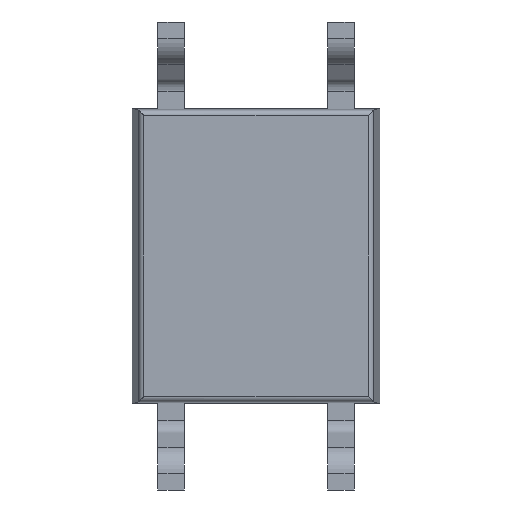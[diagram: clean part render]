
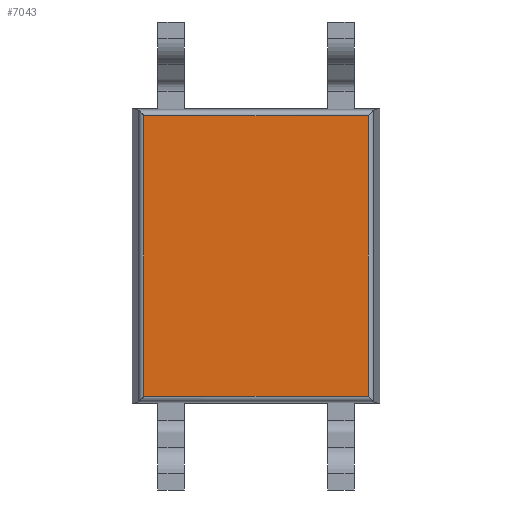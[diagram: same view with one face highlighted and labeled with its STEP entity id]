
A CAD part, front view. The second image highlights one B-rep face of the part: STEP entity #7043.
In plain terms, the highlighted planar face has unit normal (0, -1, 0).
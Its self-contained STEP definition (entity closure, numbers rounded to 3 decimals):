
#1533 = EDGE_CURVE ( 'NONE', #8617, #7358, #5480, .T. ) ;
#2167 = DIRECTION ( 'NONE',  ( 0., 0., 1. ) ) ;
#2923 = PLANE ( 'NONE',  #17985 ) ;
#3627 = ORIENTED_EDGE ( 'NONE', *, *, #1533, .T. ) ;
#3878 = CARTESIAN_POINT ( 'NONE',  ( -1.677, -1.1, 2.2 ) ) ;
#4374 = EDGE_CURVE ( 'NONE', #7358, #6145, #16863, .T. ) ;
#4471 = DIRECTION ( 'NONE',  ( 0., 1., 0. ) ) ;
#5154 = CARTESIAN_POINT ( 'NONE',  ( 1.677, -1.1, 2.2 ) ) ;
#5217 = LINE ( 'NONE', #12660, #16442 ) ;
#5480 = LINE ( 'NONE', #6835, #17664 ) ;
#6145 = VERTEX_POINT ( 'NONE', #12758 ) ;
#6532 = CARTESIAN_POINT ( 'NONE',  ( -1.677, -1.1, -2.101 ) ) ;
#6703 = EDGE_CURVE ( 'NONE', #19244, #8617, #18251, .T. ) ;
#6835 = CARTESIAN_POINT ( 'NONE',  ( 1.75, -1.1, -2.101 ) ) ;
#7043 = ADVANCED_FACE ( 'NONE', ( #17543 ), #2923, .F. ) ;
#7227 = EDGE_LOOP ( 'NONE', ( #19561, #15919, #17788, #3627 ) ) ;
#7358 = VERTEX_POINT ( 'NONE', #17285 ) ;
#8617 = VERTEX_POINT ( 'NONE', #6532 ) ;
#9013 = DIRECTION ( 'NONE',  ( -1., 0., 0. ) ) ;
#10179 = CARTESIAN_POINT ( 'NONE',  ( -1.677, -1.1, 2.101 ) ) ;
#12660 = CARTESIAN_POINT ( 'NONE',  ( 1.75, -1.1, 2.101 ) ) ;
#12758 = CARTESIAN_POINT ( 'NONE',  ( 1.677, -1.1, 2.101 ) ) ;
#12789 = VECTOR ( 'NONE', #2167, 1000. ) ;
#14181 = DIRECTION ( 'NONE',  ( -1., 0., 0. ) ) ;
#14524 = DIRECTION ( 'NONE',  ( 0., 0., -1. ) ) ;
#15919 = ORIENTED_EDGE ( 'NONE', *, *, #18075, .T. ) ;
#16016 = DIRECTION ( 'NONE',  ( 1., 0., 0. ) ) ;
#16442 = VECTOR ( 'NONE', #14181, 1000. ) ;
#16863 = LINE ( 'NONE', #5154, #12789 ) ;
#17285 = CARTESIAN_POINT ( 'NONE',  ( 1.677, -1.1, -2.101 ) ) ;
#17543 = FACE_OUTER_BOUND ( 'NONE', #7227, .T. ) ;
#17664 = VECTOR ( 'NONE', #16016, 1000. ) ;
#17788 = ORIENTED_EDGE ( 'NONE', *, *, #6703, .T. ) ;
#17985 = AXIS2_PLACEMENT_3D ( 'NONE', #18179, #4471, #9013 ) ;
#18075 = EDGE_CURVE ( 'NONE', #6145, #19244, #5217, .T. ) ;
#18179 = CARTESIAN_POINT ( 'NONE',  ( 1.75, -1.1, 2.2 ) ) ;
#18251 = LINE ( 'NONE', #3878, #18728 ) ;
#18728 = VECTOR ( 'NONE', #14524, 1000. ) ;
#19244 = VERTEX_POINT ( 'NONE', #10179 ) ;
#19561 = ORIENTED_EDGE ( 'NONE', *, *, #4374, .T. ) ;
